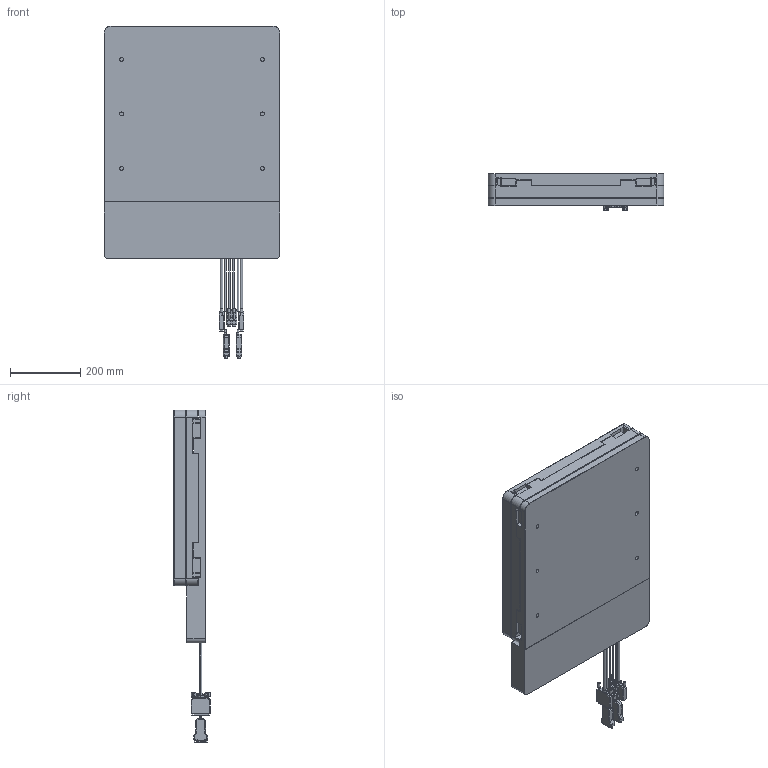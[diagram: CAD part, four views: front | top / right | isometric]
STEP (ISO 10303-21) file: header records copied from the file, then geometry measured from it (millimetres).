
FILE_DESCRIPTION((''),'2;1');
FILE_NAME('WEB-KREUZT_215269_ASM','2020-02-04T',('Strobach'),(''),'PRO/ENGINEER BY PARAMETRIC TECHNOLOGY CORPORATION, 2017170','PRO/ENGINEER BY PARAMETRIC TECHNOLOGY CORPORATION, 2017170','');
FILE_SCHEMA(('AUTOMOTIVE_DESIGN { 1 0 10303 214 1 1 1 1 }'));
Length unit declared in the file: millimetre
Products named in the file (5): WEB-GRUNDP_215268; WEB-MITTEL_215734; WEB-SCHIEB_215737; WEB_KDT-60_203417; WEB-KREUZT_215269_ASM
Assembly tree (4 placements, depth 2):
  WEB-KREUZT_215269_ASM
    WEB-GRUNDP_215268
    WEB-MITTEL_215734
    WEB-SCHIEB_215737
    WEB_KDT-60_203417
Bounding box: 500 x 103 x 944 mm (x, y, z)
Volume: 25692725.3 mm3; surface area: 2207453.7 mm2
Topology: 10 solids, 16 shells, 1019 faces, 2315 edges, 1386 vertices
Faces by surface type: cylinder 418, plane 393, torus 92, cone 64, sphere 28, bspline 24
Entity records: 49484 total; most frequent: CARTESIAN_POINT 12622, DIRECTION 5105, ORIENTED_EDGE 4542, PRESENTATION_STYLE_ASSIGNMENT 3020, STYLED_ITEM 2282, CURVE_STYLE 2271, EDGE_CURVE 2271, AXIS2_PLACEMENT_3D 1918
